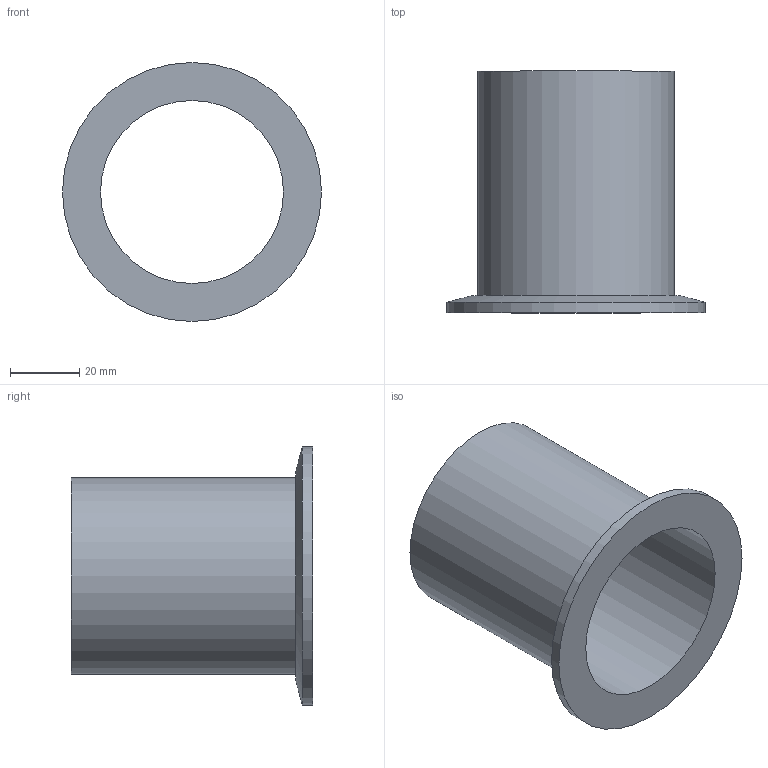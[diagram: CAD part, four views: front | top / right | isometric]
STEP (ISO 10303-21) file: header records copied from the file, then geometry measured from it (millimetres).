
FILE_DESCRIPTION(/* description */ (''),/* implementation_level */ '2;1');
FILE_NAME(/* name */ 'FL-LHN50KF-57.stp',/* time_stamp */ '2018-07-24T16:17:53+01:00',/* author */ ('paul'),/* organization */ (''),/* preprocessor_version */ 'ST-DEVELOPER v17',/* originating_system */ 'Autodesk Inventor 2019',/* authorisation */ '');
FILE_SCHEMA (('AUTOMOTIVE_DESIGN { 1 0 10303 214 3 1 1 }'));
Length unit declared in the file: millimetre
Products named in the file (1): FL-LHN50KF-57
Bounding box: 75 x 70 x 75 mm (x, y, z)
Volume: 31878.8 mm3; surface area: 28481 mm2
Topology: 1 solids, 1 shells, 7 faces, 18 edges, 14 vertices
Faces by surface type: plane 3, cylinder 3, cone 1
Full cylindrical faces by diameter (mm): 53 x1, 57 x1, 75 x1
Entity records: 277 total; most frequent: DIRECTION 48, CARTESIAN_POINT 40, ORIENTED_EDGE 36, AXIS2_PLACEMENT_3D 22, EDGE_CURVE 18, CIRCLE 14, VERTEX_POINT 14, EDGE_LOOP 10
